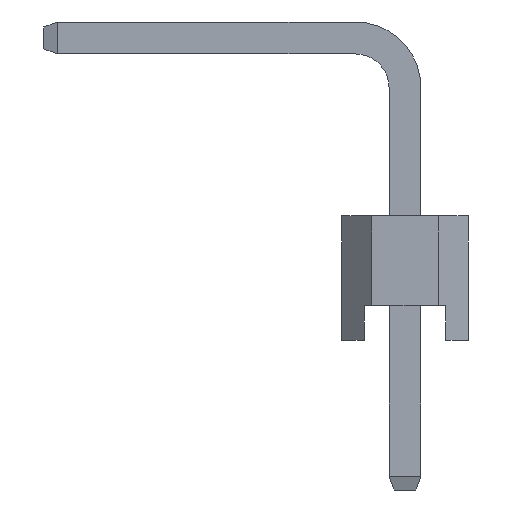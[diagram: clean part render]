
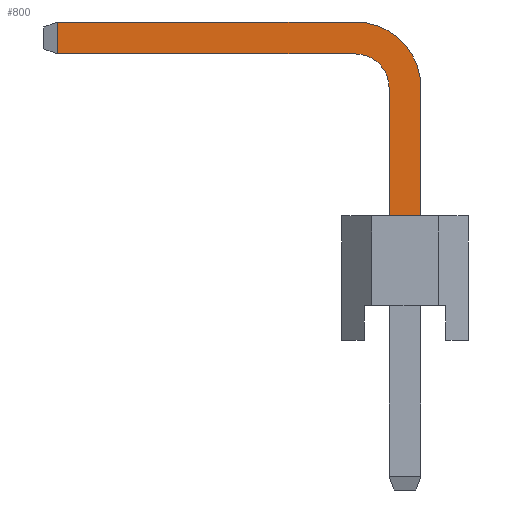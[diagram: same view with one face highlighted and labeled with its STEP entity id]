
A CAD part, left-side view. The second image highlights one B-rep face of the part: STEP entity #800.
In plain terms, the highlighted planar face has unit normal (-1, 0, 0).
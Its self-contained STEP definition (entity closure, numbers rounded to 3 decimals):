
#800=ADVANCED_FACE('',(#2422),#2424,.T.);
#2422=FACE_BOUND('',#2423,.T.);
#2423=EDGE_LOOP('',(#3753,#3754,#3755,#3756,#3757,#3758,#3759,#3760));
#2424=PLANE('',#2425);
#2425=AXIS2_PLACEMENT_3D('',#2426,#2427,#2428);
#2426=CARTESIAN_POINT('',(-0.32,0.32,-3.));
#2427=DIRECTION('',(-1.,0.,0.));
#2428=DIRECTION('',(0.,-1.,0.));
#3753=ORIENTED_EDGE('',*,*,#4562,.F.);
#3754=ORIENTED_EDGE('',*,*,#4563,.F.);
#3755=ORIENTED_EDGE('',*,*,#4564,.F.);
#3756=ORIENTED_EDGE('',*,*,#4551,.F.);
#3757=ORIENTED_EDGE('',*,*,#4270,.T.);
#3758=ORIENTED_EDGE('',*,*,#4561,.T.);
#3759=ORIENTED_EDGE('',*,*,#4565,.T.);
#3760=ORIENTED_EDGE('',*,*,#4566,.T.);
#4270=EDGE_CURVE('',#4824,#4828,#4830,.T.);
#4551=EDGE_CURVE('',#4824,#5301,#5302,.T.);
#4561=EDGE_CURVE('',#4828,#5317,#5319,.T.);
#4562=EDGE_CURVE('',#5320,#5321,#5322,.T.);
#4563=EDGE_CURVE('',#5323,#5320,#5324,.T.);
#4564=EDGE_CURVE('',#5301,#5323,#5325,.T.);
#4565=EDGE_CURVE('',#5317,#5326,#5327,.T.);
#4566=EDGE_CURVE('',#5326,#5321,#5328,.T.);
#4824=VERTEX_POINT('',#5754);
#4828=VERTEX_POINT('',#5762);
#4830=LINE('',#5766,#5767);
#5301=VERTEX_POINT('',#6819);
#5302=LINE('',#6820,#6821);
#5317=VERTEX_POINT('',#6855);
#5319=LINE('',#6859,#6860);
#5320=VERTEX_POINT('',#6862);
#5321=VERTEX_POINT('',#6863);
#5322=LINE('',#6864,#6865);
#5323=VERTEX_POINT('',#6867);
#5324=LINE('',#6868,#6869);
#5325=CIRCLE('',#6871,0.68);
#5326=VERTEX_POINT('',#6875);
#5327=CIRCLE('',#6876,1.32);
#5328=LINE('',#6880,#6881);
#5754=CARTESIAN_POINT('',(-0.32,0.32,2.5));
#5762=CARTESIAN_POINT('',(-0.32,-0.32,2.5));
#5766=CARTESIAN_POINT('',(-0.32,0.32,2.5));
#5767=VECTOR('',#5768,1.);
#5768=DIRECTION('',(0.,-1.,0.));
#6819=CARTESIAN_POINT('',(-0.32,0.32,5.07));
#6820=CARTESIAN_POINT('',(-0.32,0.32,2.5));
#6821=VECTOR('',#6822,1.);
#6822=DIRECTION('',(0.,0.,1.));
#6855=CARTESIAN_POINT('',(-0.32,-0.32,5.07));
#6859=CARTESIAN_POINT('',(-0.32,-0.32,2.5));
#6860=VECTOR('',#6861,1.);
#6861=DIRECTION('',(0.,0.,1.));
#6862=CARTESIAN_POINT('',(-0.32,6.975,5.75));
#6863=CARTESIAN_POINT('',(-0.32,6.975,6.39));
#6864=CARTESIAN_POINT('',(-0.32,6.975,5.75));
#6865=VECTOR('',#6866,1.);
#6866=DIRECTION('',(0.,0.,1.));
#6867=CARTESIAN_POINT('',(-0.32,1.,5.75));
#6868=CARTESIAN_POINT('',(-0.32,1.,5.75));
#6869=VECTOR('',#6870,1.);
#6870=DIRECTION('',(0.,1.,0.));
#6871=AXIS2_PLACEMENT_3D('',#6872,#6873,#6874);
#6872=CARTESIAN_POINT('',(-0.32,1.,5.07));
#6873=DIRECTION('',(-1.,-0.,0.));
#6874=DIRECTION('',(0.,-1.,0.));
#6875=CARTESIAN_POINT('',(-0.32,1.,6.39));
#6876=AXIS2_PLACEMENT_3D('',#6877,#6878,#6879);
#6877=CARTESIAN_POINT('',(-0.32,1.,5.07));
#6878=DIRECTION('',(-1.,-0.,0.));
#6879=DIRECTION('',(0.,-1.,0.));
#6880=CARTESIAN_POINT('',(-0.32,1.,6.39));
#6881=VECTOR('',#6882,1.);
#6882=DIRECTION('',(0.,1.,0.));
